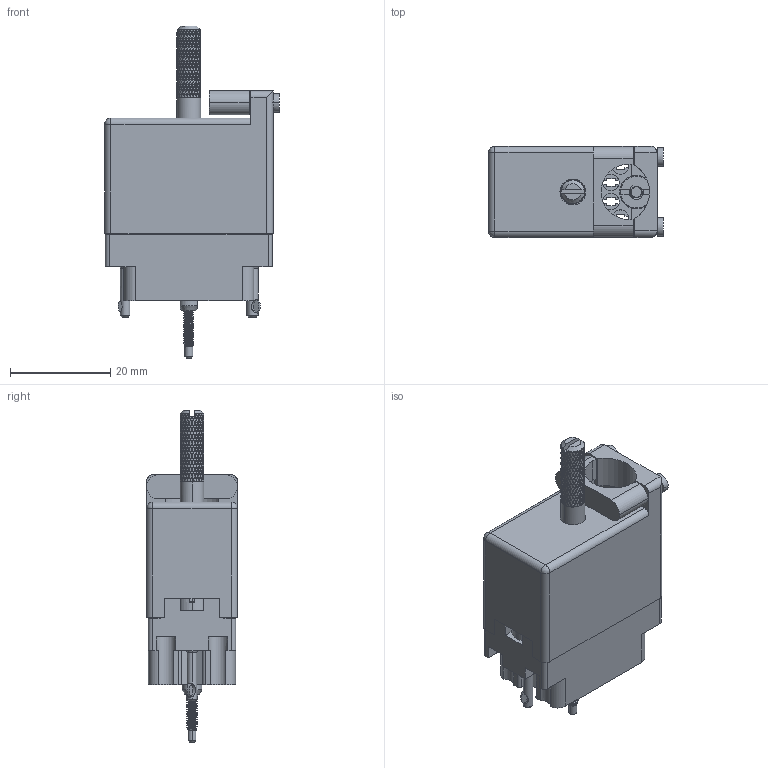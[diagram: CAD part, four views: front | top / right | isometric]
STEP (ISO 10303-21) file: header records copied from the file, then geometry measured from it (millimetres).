
FILE_DESCRIPTION (( 'STEP AP203' ), '1' );
FILE_NAME ('516-020-000-561.STEP', '2020-03-09T13:24:55', ( '' ), ( '' ), 'SwSTEP 2.0', 'SolidWorks 2016', '' );
FILE_SCHEMA (( 'CONFIG_CONTROL_DESIGN' ));
Length unit declared in the file: inch
Products named in the file (12): 516-253-025-100; 516-251-025-100; 516-250-020-111; 516-230-001_Metal - 020 Top Entry; 516-252-021-102_020; 516-020-000-561; 516-222-020-102_020; Actuating Screw Assy 020; 516 Plug Insulator_020; 516-250-021-102; 516-222-020-102_021; 516-252-022-102
Assembly tree (12 placements, depth 3):
  516-020-000-561
    516 Plug Insulator_020
    516-230-001_Metal - 020 Top Entry
    516-252-021-102_020  x2
    516-222-020-102_020
    Actuating Screw Assy 020
      516-251-025-100
      516-250-021-102
      516-250-020-111
      516-253-025-100
      516-252-022-102
    516-222-020-102_021
Bounding box: 34.92 x 18.16 x 66.29 mm (x, y, z)
Volume: 9399.4 mm3; surface area: 15005 mm2
Topology: 11 solids, 11 shells, 3544 faces, 8022 edges, 4515 vertices
Faces by surface type: bspline 2058, cylinder 836, plane 586, cone 58, torus 4, sphere 2
Entity records: 190512 total; most frequent: CARTESIAN_POINT 134500, ORIENTED_EDGE 15860, EDGE_CURVE 7930, DIRECTION 6163, VERTEX_POINT 4455, EDGE_LOOP 3605, ADVANCED_FACE 3513, FACE_OUTER_BOUND 3513
